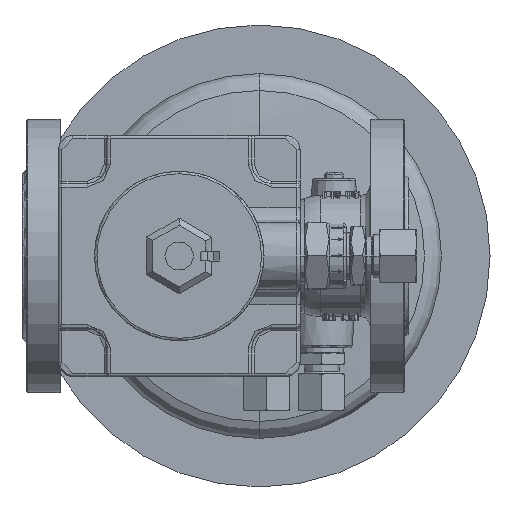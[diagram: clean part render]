
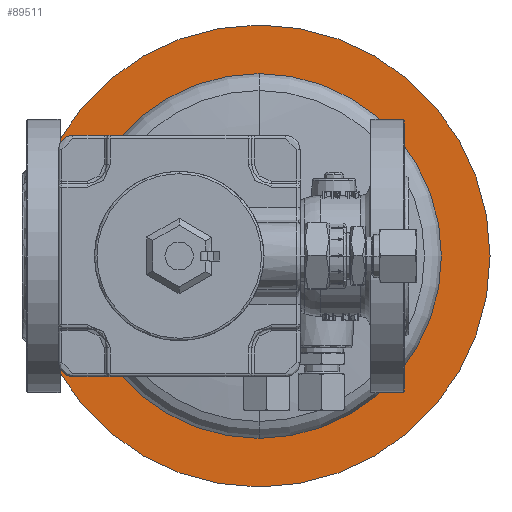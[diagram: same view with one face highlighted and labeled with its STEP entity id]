
A CAD part, front view. The second image highlights one B-rep face of the part: STEP entity #89511.
In plain terms, the highlighted planar face has unit normal (0, -1, 0).
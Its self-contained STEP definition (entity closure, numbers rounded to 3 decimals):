
#215 = DIRECTION ( 'NONE',  ( 0., -1., 0. ) ) ;
#1537 = CIRCLE ( 'NONE', #5382, 75.415 ) ;
#5382 = AXIS2_PLACEMENT_3D ( 'NONE', #67485, #31155, #38516 ) ;
#11538 = DIRECTION ( 'NONE',  ( 0., 1., 0. ) ) ;
#11855 = CARTESIAN_POINT ( 'NONE',  ( 0., 10.83, 0. ) ) ;
#14018 = ORIENTED_EDGE ( 'NONE', *, *, #74532, .F. ) ;
#15570 = AXIS2_PLACEMENT_3D ( 'NONE', #43988, #215, #51315 ) ;
#16693 = CARTESIAN_POINT ( 'NONE',  ( 0., 10.83, 0. ) ) ;
#17014 = DIRECTION ( 'NONE',  ( 0., 1., 0. ) ) ;
#18763 = CIRCLE ( 'NONE', #31493, 95.5 ) ;
#19385 = VERTEX_POINT ( 'NONE', #78407 ) ;
#29580 = AXIS2_PLACEMENT_3D ( 'NONE', #11855, #11538, #56243 ) ;
#31155 = DIRECTION ( 'NONE',  ( 0., -1., 0. ) ) ;
#31449 = CIRCLE ( 'NONE', #29580, 95.5 ) ;
#31493 = AXIS2_PLACEMENT_3D ( 'NONE', #16693, #17014, #31712 ) ;
#31712 = DIRECTION ( 'NONE',  ( 0., 0., -1. ) ) ;
#33294 = ORIENTED_EDGE ( 'NONE', *, *, #62943, .F. ) ;
#34380 = CARTESIAN_POINT ( 'NONE',  ( -95.5, 10.83, 0. ) ) ;
#34692 = DIRECTION ( 'NONE',  ( 0., 0., 1. ) ) ;
#35004 = DIRECTION ( 'NONE',  ( 0., 1., 0. ) ) ;
#38516 = DIRECTION ( 'NONE',  ( 0., 0., -1. ) ) ;
#40702 = VERTEX_POINT ( 'NONE', #65045 ) ;
#41468 = ORIENTED_EDGE ( 'NONE', *, *, #44472, .F. ) ;
#43988 = CARTESIAN_POINT ( 'NONE',  ( 0., 10.83, 0. ) ) ;
#44472 = EDGE_CURVE ( 'NONE', #93228, #50329, #18763, .T. ) ;
#50329 = VERTEX_POINT ( 'NONE', #78332 ) ;
#51315 = DIRECTION ( 'NONE',  ( 0., 0., -1. ) ) ;
#52566 = FACE_BOUND ( 'NONE', #53268, .T. ) ;
#53268 = EDGE_LOOP ( 'NONE', ( #83076, #14018 ) ) ;
#56243 = DIRECTION ( 'NONE',  ( 0., 0., -1. ) ) ;
#57254 = AXIS2_PLACEMENT_3D ( 'NONE', #34380, #35004, #34692 ) ;
#62943 = EDGE_CURVE ( 'NONE', #50329, #93228, #31449, .T. ) ;
#65045 = CARTESIAN_POINT ( 'NONE',  ( 0., 10.83, -75.415 ) ) ;
#66115 = EDGE_CURVE ( 'NONE', #40702, #19385, #92811, .T. ) ;
#67485 = CARTESIAN_POINT ( 'NONE',  ( 0., 10.83, 0. ) ) ;
#68515 = EDGE_LOOP ( 'NONE', ( #33294, #41468 ) ) ;
#74532 = EDGE_CURVE ( 'NONE', #19385, #40702, #1537, .T. ) ;
#75293 = FACE_OUTER_BOUND ( 'NONE', #68515, .T. ) ;
#78332 = CARTESIAN_POINT ( 'NONE',  ( 0., 10.83, -95.5 ) ) ;
#78407 = CARTESIAN_POINT ( 'NONE',  ( 0., 10.83, 75.415 ) ) ;
#83076 = ORIENTED_EDGE ( 'NONE', *, *, #66115, .F. ) ;
#83553 = CARTESIAN_POINT ( 'NONE',  ( 0., 10.83, 95.5 ) ) ;
#89511 = ADVANCED_FACE ( 'NONE', ( #75293, #52566 ), #92353, .F. ) ;
#92353 = PLANE ( 'NONE',  #57254 ) ;
#92811 = CIRCLE ( 'NONE', #15570, 75.415 ) ;
#93228 = VERTEX_POINT ( 'NONE', #83553 ) ;
